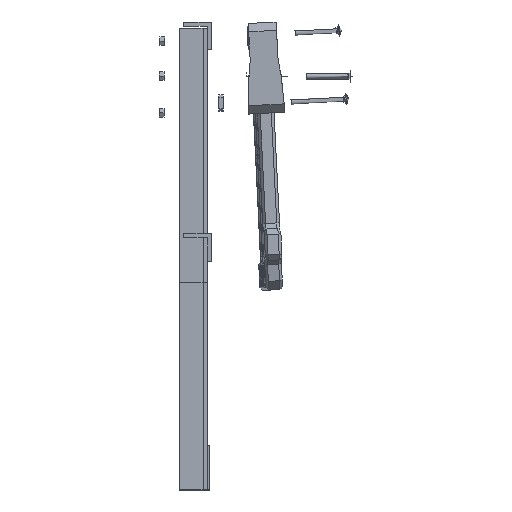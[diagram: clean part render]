
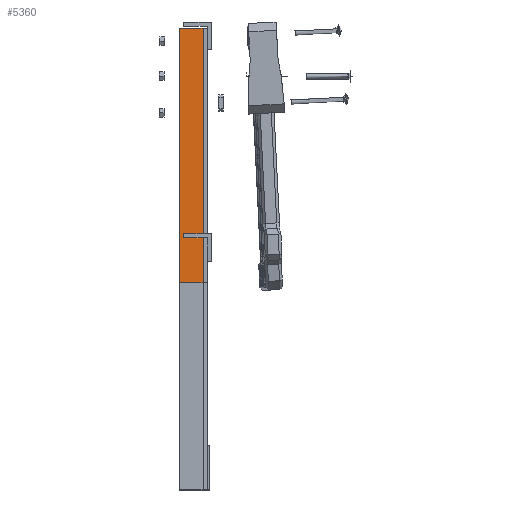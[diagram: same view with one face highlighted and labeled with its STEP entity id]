
A CAD part, left-side view. The second image highlights one B-rep face of the part: STEP entity #5360.
In plain terms, the highlighted free-form (B-spline) face has degree [1, 1] with [2, 2] control points.
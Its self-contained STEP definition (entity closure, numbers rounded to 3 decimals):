
#5360=ADVANCED_FACE('',(#8805),#45306,.T.);
#8805=FACE_OUTER_BOUND('',#12408,.T.);
#12408=EDGE_LOOP('',(#26256,#26257,#26258,#26259));
#26256=ORIENTED_EDGE('',*,*,#35864,.T.);
#26257=ORIENTED_EDGE('',*,*,#35859,.T.);
#26258=ORIENTED_EDGE('',*,*,#35863,.F.);
#26259=ORIENTED_EDGE('',*,*,#35853,.F.);
#35853=EDGE_CURVE('',#41626,#41627,#51828,.T.);
#35859=EDGE_CURVE('',#41632,#41633,#51834,.T.);
#35863=EDGE_CURVE('',#41627,#41633,#51838,.T.);
#35864=EDGE_CURVE('',#41626,#41632,#51839,.T.);
#41626=VERTEX_POINT('',#122135);
#41627=VERTEX_POINT('',#122136);
#41632=VERTEX_POINT('',#122141);
#41633=VERTEX_POINT('',#122142);
#45306=B_SPLINE_SURFACE_WITH_KNOTS('',1,1,((#122082,#122083),(#122084,#122085)),
.UNSPECIFIED.,.F.,.F.,.F.,(2,2),(2,2),(-5.,-2.875),(0.,22.84),
.UNSPECIFIED.);
#51828=B_SPLINE_CURVE_WITH_KNOTS('',1,(#121970,#121971),.UNSPECIFIED.,.F.,
.F.,(2,2),(2.875,5.),.UNSPECIFIED.);
#51834=B_SPLINE_CURVE_WITH_KNOTS('',1,(#121982,#121983),.UNSPECIFIED.,.F.,
.F.,(2,2),(2.875,5.),.UNSPECIFIED.);
#51838=B_SPLINE_CURVE_WITH_KNOTS('',1,(#121990,#121991),.UNSPECIFIED.,.F.,
.F.,(2,2),(0.,22.84),.UNSPECIFIED.);
#51839=B_SPLINE_CURVE_WITH_KNOTS('',1,(#121992,#121993),.UNSPECIFIED.,.F.,
.F.,(2,2),(0.,22.84),.UNSPECIFIED.);
#121970=CARTESIAN_POINT('',(-11.862,69.725,58.379));
#121971=CARTESIAN_POINT('',(-11.862,67.6,58.379));
#121982=CARTESIAN_POINT('',(-11.862,69.725,35.539));
#121983=CARTESIAN_POINT('',(-11.862,67.6,35.539));
#121990=CARTESIAN_POINT('',(-11.862,67.6,58.379));
#121991=CARTESIAN_POINT('',(-11.862,67.6,35.539));
#121992=CARTESIAN_POINT('',(-11.862,69.725,58.379));
#121993=CARTESIAN_POINT('',(-11.862,69.725,35.539));
#122082=CARTESIAN_POINT('',(-11.862,67.6,58.379));
#122083=CARTESIAN_POINT('',(-11.862,67.6,35.539));
#122084=CARTESIAN_POINT('',(-11.862,69.725,58.379));
#122085=CARTESIAN_POINT('',(-11.862,69.725,35.539));
#122135=CARTESIAN_POINT('',(-11.862,69.725,58.379));
#122136=CARTESIAN_POINT('',(-11.862,67.6,58.379));
#122141=CARTESIAN_POINT('',(-11.862,69.725,35.539));
#122142=CARTESIAN_POINT('',(-11.862,67.6,35.539));
